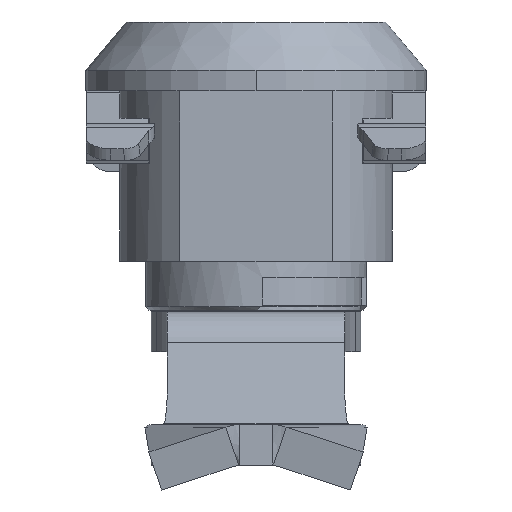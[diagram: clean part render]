
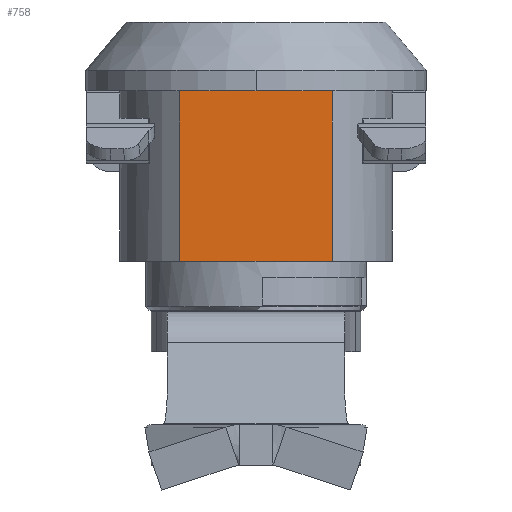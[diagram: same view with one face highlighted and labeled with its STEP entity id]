
A CAD part, left-side view. The second image highlights one B-rep face of the part: STEP entity #758.
In plain terms, the highlighted planar face has unit normal (-1, 0, 0).
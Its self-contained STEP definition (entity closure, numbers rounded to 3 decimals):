
#9 = AXIS2_PLACEMENT_3D ( 'NONE', #228, #2471, #6511 ) ;
#228 = CARTESIAN_POINT ( 'NONE',  ( -119.861, -0.988, 31.173 ) ) ;
#435 = DIRECTION ( 'NONE',  ( 0., 1., 0. ) ) ;
#480 = ORIENTED_EDGE ( 'NONE', *, *, #2608, .F. ) ;
#594 = LINE ( 'NONE', #4087, #1402 ) ;
#711 = ORIENTED_EDGE ( 'NONE', *, *, #4010, .F. ) ;
#758 = ADVANCED_FACE ( 'NONE', ( #3031 ), #3068, .F. ) ;
#885 = ORIENTED_EDGE ( 'NONE', *, *, #6564, .F. ) ;
#972 = VERTEX_POINT ( 'NONE', #2842 ) ;
#1299 = CARTESIAN_POINT ( 'NONE',  ( -119.861, -0.988, 51.118 ) ) ;
#1402 = VECTOR ( 'NONE', #6778, 1000. ) ;
#1628 = VECTOR ( 'NONE', #3983, 1000. ) ;
#1731 = CARTESIAN_POINT ( 'NONE',  ( -119.861, -0.988, 51.118 ) ) ;
#1738 = CARTESIAN_POINT ( 'NONE',  ( -119.861, -7.32, 61.661 ) ) ;
#1946 = DIRECTION ( 'NONE',  ( 0., 0., -1. ) ) ;
#2471 = DIRECTION ( 'NONE',  ( 1., 0., 0. ) ) ;
#2484 = CARTESIAN_POINT ( 'NONE',  ( -119.861, -0.988, 61.661 ) ) ;
#2608 = EDGE_CURVE ( 'NONE', #6288, #4541, #4927, .T. ) ;
#2842 = CARTESIAN_POINT ( 'NONE',  ( -119.861, 8.478, 61.661 ) ) ;
#3031 = FACE_OUTER_BOUND ( 'NONE', #3256, .T. ) ;
#3068 = PLANE ( 'NONE',  #9 ) ;
#3256 = EDGE_LOOP ( 'NONE', ( #711, #480, #6535, #885 ) ) ;
#3983 = DIRECTION ( 'NONE',  ( 0., -1., 0. ) ) ;
#4010 = EDGE_CURVE ( 'NONE', #4541, #972, #594, .T. ) ;
#4087 = CARTESIAN_POINT ( 'NONE',  ( -119.861, 8.478, 31.173 ) ) ;
#4210 = EDGE_CURVE ( 'NONE', #6024, #6288, #6986, .T. ) ;
#4541 = VERTEX_POINT ( 'NONE', #4828 ) ;
#4655 = VECTOR ( 'NONE', #435, 1000. ) ;
#4828 = CARTESIAN_POINT ( 'NONE',  ( -119.861, 8.478, 51.118 ) ) ;
#4927 = LINE ( 'NONE', #1731, #4655 ) ;
#4973 = LINE ( 'NONE', #1738, #1628 ) ;
#5953 = CARTESIAN_POINT ( 'NONE',  ( -119.861, -0.988, 31.173 ) ) ;
#6024 = VERTEX_POINT ( 'NONE', #2484 ) ;
#6124 = VECTOR ( 'NONE', #1946, 1000. ) ;
#6288 = VERTEX_POINT ( 'NONE', #1299 ) ;
#6511 = DIRECTION ( 'NONE',  ( 0., 0., -1. ) ) ;
#6535 = ORIENTED_EDGE ( 'NONE', *, *, #4210, .F. ) ;
#6564 = EDGE_CURVE ( 'NONE', #972, #6024, #4973, .T. ) ;
#6778 = DIRECTION ( 'NONE',  ( 0., 0., 1. ) ) ;
#6986 = LINE ( 'NONE', #5953, #6124 ) ;
